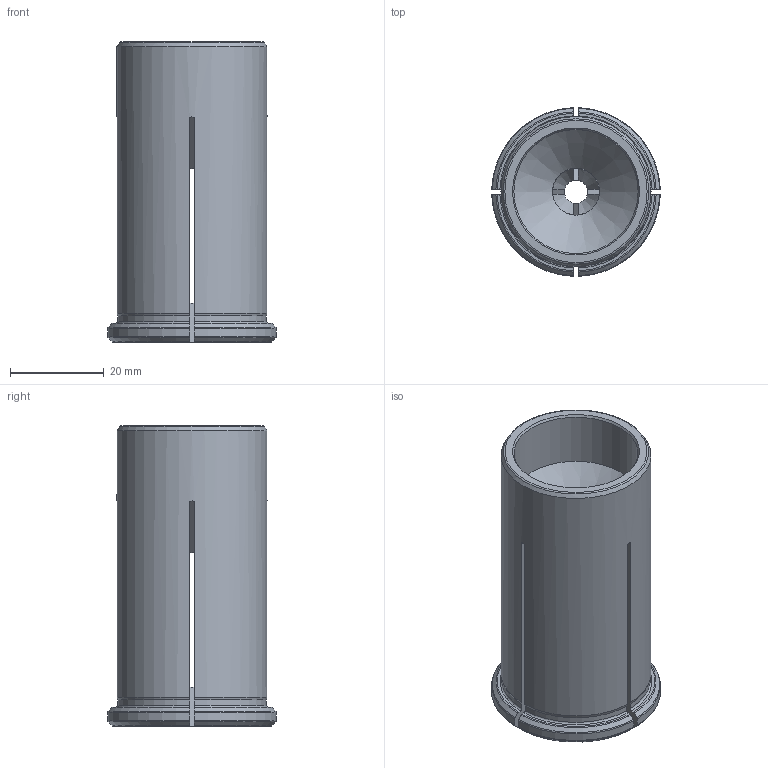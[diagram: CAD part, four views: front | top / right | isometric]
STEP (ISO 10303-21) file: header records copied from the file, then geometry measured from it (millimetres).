
FILE_DESCRIPTION(/* description */ (''),/* implementation_level */ '2;1');
FILE_NAME(/* name */ '193205000.stp',/* time_stamp */ '2021-09-17T15:25:24',/* author */ ('LRA'),/* organization */ ('REGO-FIX'),/* preprocessor_version */ ' Unknown',/* originating_system */ 'SIEMENS PLM Software Solid Edge ST10',/* authorization */ 'Unknown');
FILE_SCHEMA (('AUTOMOTIVE_DESIGN { 1 0 10303 214 2 1 1}'));
Length unit declared in the file: millimetre
Products named in the file (1): NOCUT
Bounding box: 35.99 x 35.99 x 64 mm (x, y, z)
Volume: 39659.3 mm3; surface area: 14135.3 mm2
Topology: 1 solids, 1 shells, 75 faces, 238 edges, 157 vertices
Faces by surface type: plane 22, torus 22, cone 19, cylinder 12
Full cylindrical faces by diameter (mm): 5 x1, 10 x1, 26.5 x1, 32 x1
Entity records: 2695 total; most frequent: CARTESIAN_POINT 673, ORIENTED_EDGE 450, DIRECTION 388, EDGE_CURVE 225, AXIS2_PLACEMENT_3D 156, VERTEX_POINT 153, EDGE_LOOP 86, FACE_BOUND 86
